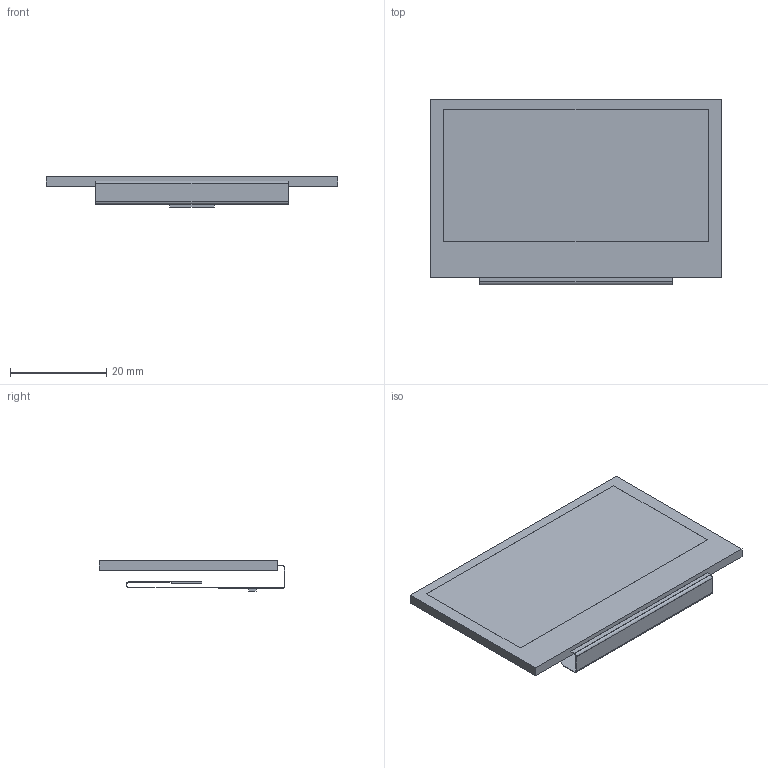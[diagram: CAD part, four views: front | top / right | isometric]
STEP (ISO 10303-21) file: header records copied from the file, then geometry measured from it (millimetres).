
FILE_DESCRIPTION(/* description */ (''),/* implementation_level */ '2;1');
FILE_NAME(/* name */ 'EPR1200043B SSD1303 OLED bent 1.6mm.step',/* time_stamp */ '2023-06-21T04:03:01+02:00',/* author */ (''),/* organization */ (''),/* preprocessor_version */ 'ST-DEVELOPER v19.2',/* originating_system */ 'Autodesk Translation Framework v12.6.0.85',/* authorisation */ '');
FILE_SCHEMA (('AUTOMOTIVE_DESIGN { 1 0 10303 214 3 1 1 }'));
Length unit declared in the file: millimetre
Products named in the file (1): EPR1200043B SSD1303 OLED
Bounding box: 60.5 x 38.57 x 6.38 mm (x, y, z)
Volume: 4657 mm3; surface area: 7619.3 mm2
Topology: 1 solids, 1 shells, 249 faces, 699 edges, 458 vertices
Faces by surface type: plane 209, bspline 26, cylinder 14
Full cylindrical faces by diameter (mm): 1 x4
Entity records: 8299 total; most frequent: CARTESIAN_POINT 1849, ORIENTED_EDGE 1398, DIRECTION 1123, EDGE_CURVE 699, LINE 619, VECTOR 619, VERTEX_POINT 458, EDGE_LOOP 263
